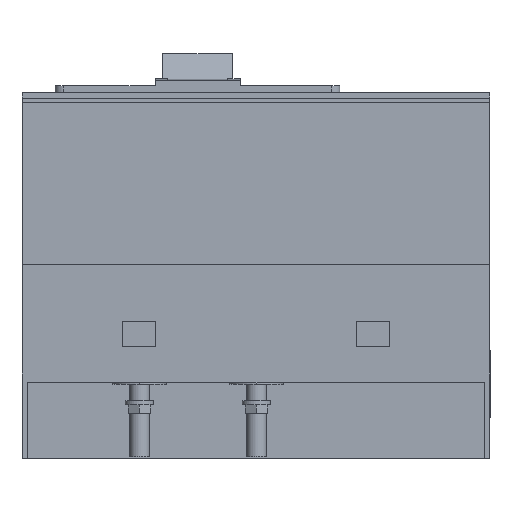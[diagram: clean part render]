
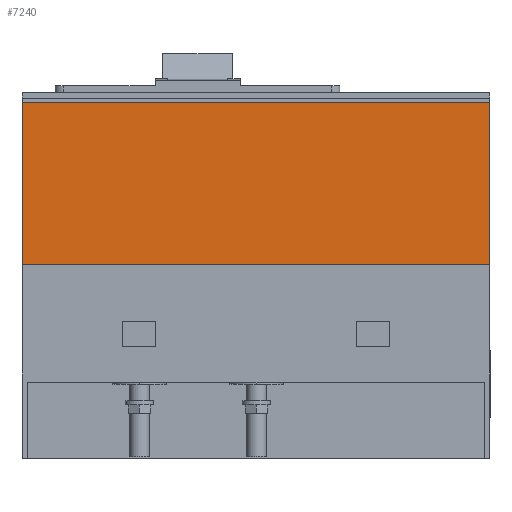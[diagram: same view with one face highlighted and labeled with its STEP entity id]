
A CAD part, front view. The second image highlights one B-rep face of the part: STEP entity #7240.
In plain terms, the highlighted planar face has unit normal (0, -1, 0).
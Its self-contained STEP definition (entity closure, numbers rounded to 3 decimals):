
#520=CARTESIAN_POINT('',(298.637,498.529,-107.));
#530=VERTEX_POINT('',#520);
#560=CARTESIAN_POINT('',(298.637,498.529,-10.));
#570=DIRECTION('',(0.,0.,-1.));
#580=VECTOR('',#570,1.);
#590=LINE('',#560,#580);
#600=CARTESIAN_POINT('',(298.637,498.529,-10.));
#610=VERTEX_POINT('',#600);
#620=EDGE_CURVE('',#610,#530,#590,.T.);
#1400=CARTESIAN_POINT('',(18.637,498.529,-10.));
#1410=VERTEX_POINT('',#1400);
#1440=CARTESIAN_POINT('',(18.637,498.529,0.));
#1450=DIRECTION('',(0.,0.,-1.));
#1460=VECTOR('',#1450,1.);
#1470=LINE('',#1440,#1460);
#1480=CARTESIAN_POINT('',(18.637,498.529,-107.));
#1490=VERTEX_POINT('',#1480);
#1500=EDGE_CURVE('',#1410,#1490,#1470,.T.);
#6960=CARTESIAN_POINT('',(0.,498.529,-10.));
#6970=DIRECTION('',(-1.,0.,0.));
#6980=VECTOR('',#6970,1.);
#6990=LINE('',#6960,#6980);
#7000=EDGE_CURVE('',#610,#1410,#6990,.T.);
#7080=CARTESIAN_POINT('',(298.637,498.529,-107.));
#7090=DIRECTION('',(0.,1.,0.));
#7100=DIRECTION('',(0.,0.,-1.));
#7110=AXIS2_PLACEMENT_3D('',#7080,#7090,#7100);
#7120=PLANE('',#7110);
#7130=ORIENTED_EDGE('',*,*,#620,.F.);
#7140=CARTESIAN_POINT('',(0.,498.529,-107.));
#7150=DIRECTION('',(-1.,0.,0.));
#7160=VECTOR('',#7150,1.);
#7170=LINE('',#7140,#7160);
#7180=EDGE_CURVE('',#530,#1490,#7170,.T.);
#7190=ORIENTED_EDGE('',*,*,#7180,.F.);
#7200=ORIENTED_EDGE('',*,*,#1500,.T.);
#7210=ORIENTED_EDGE('',*,*,#7000,.T.);
#7220=EDGE_LOOP('',(#7210,#7200,#7190,#7130));
#7230=FACE_OUTER_BOUND('',#7220,.T.);
#7240=ADVANCED_FACE('',(#7230),#7120,.F.);
